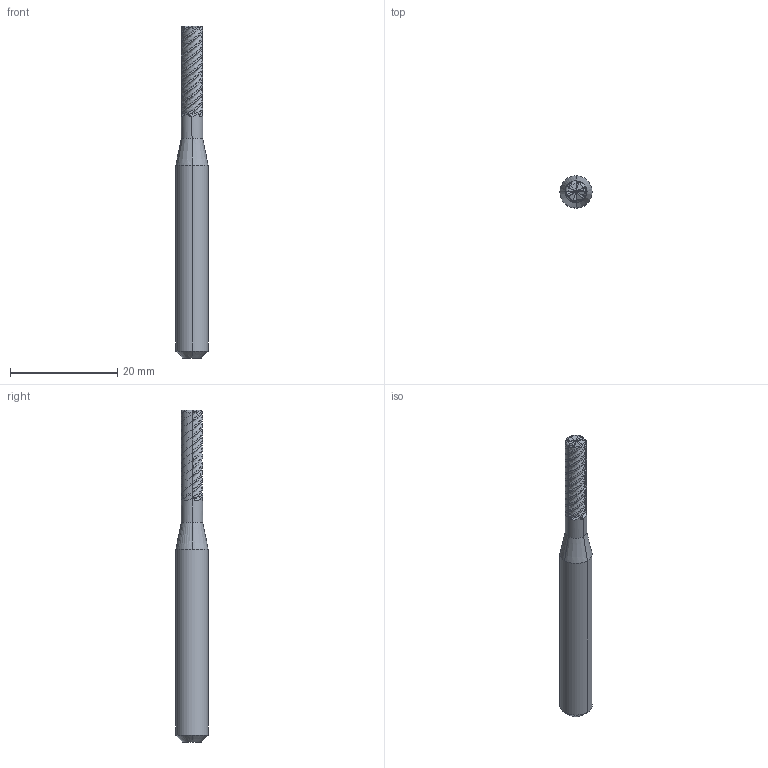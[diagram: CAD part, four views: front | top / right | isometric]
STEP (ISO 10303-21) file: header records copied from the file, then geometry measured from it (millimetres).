
FILE_DESCRIPTION((''),'2;1');
FILE_NAME('OPTIMILL_HARDENED_FINISH_SCM104','2024-03-28T12:00:20',('vigneshs'),(''),'CREO PARAMETRIC BY PTC INC, 2021184','CREO PARAMETRIC BY PTC INC, 2021184','');
FILE_SCHEMA(('AP242_MANAGED_MODEL_BASED_3D_ENGINEERING_MIM_LF { 1 0 10303 442 1 1 4 }'));
Length unit declared in the file: millimetre
Products named in the file (1): OPTIMILL_HARDENED_FINISH_SCM104
Bounding box: 6 x 6 x 62 mm (x, y, z)
Volume: 1310.8 mm3; surface area: 1621.7 mm2
Topology: 1 solids, 3 shells, 89 faces, 309 edges, 253 vertices
Faces by surface type: plane 27, cone 18, bspline 18, cylinder 13, torus 13
Entity records: 15840 total; most frequent: CARTESIAN_POINT 12176, DIRECTION 596, ORIENTED_EDGE 476, EDGE_CURVE 248, AXIS2_PLACEMENT_3D 242, VERTEX_POINT 163, B_SPLINE_CURVE_WITH_KNOTS 153, VECTOR 112
